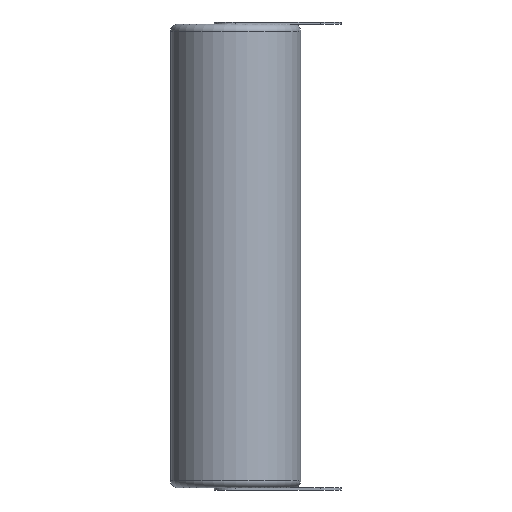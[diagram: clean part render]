
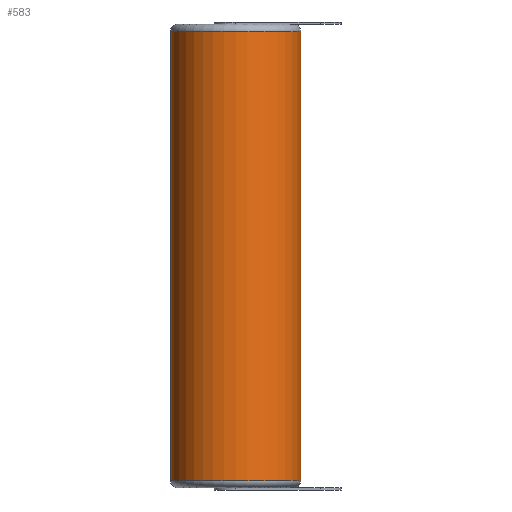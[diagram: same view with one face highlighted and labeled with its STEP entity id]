
A CAD part, front view. The second image highlights one B-rep face of the part: STEP entity #583.
In plain terms, the highlighted cylindrical face has radius 9 mm (diameter 18 mm), a full revolution.
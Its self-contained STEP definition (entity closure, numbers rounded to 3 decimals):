
#32=CYLINDRICAL_SURFACE('',#695,9.);
#64=LINE('',#1075,#89);
#89=VECTOR('',#906,9.);
#143=FACE_OUTER_BOUND('',#186,.T.);
#186=EDGE_LOOP('',(#531,#532,#533,#534,#535,#536));
#238=CIRCLE('',#689,9.);
#239=CIRCLE('',#690,9.);
#240=CIRCLE('',#692,9.);
#242=CIRCLE('',#694,9.);
#290=VERTEX_POINT('',#1063);
#291=VERTEX_POINT('',#1065);
#292=VERTEX_POINT('',#1069);
#293=VERTEX_POINT('',#1070);
#369=EDGE_CURVE('',#291,#290,#238,.T.);
#370=EDGE_CURVE('',#290,#291,#239,.T.);
#371=EDGE_CURVE('',#292,#293,#240,.F.);
#373=EDGE_CURVE('',#293,#292,#242,.F.);
#374=EDGE_CURVE('',#293,#291,#64,.T.);
#531=ORIENTED_EDGE('',*,*,#371,.T.);
#532=ORIENTED_EDGE('',*,*,#374,.T.);
#533=ORIENTED_EDGE('',*,*,#369,.T.);
#534=ORIENTED_EDGE('',*,*,#370,.T.);
#535=ORIENTED_EDGE('',*,*,#374,.F.);
#536=ORIENTED_EDGE('',*,*,#373,.T.);
#583=ADVANCED_FACE('',(#143),#32,.T.);
#689=AXIS2_PLACEMENT_3D('',#1066,#892,#893);
#690=AXIS2_PLACEMENT_3D('',#1067,#894,#895);
#692=AXIS2_PLACEMENT_3D('',#1071,#898,#899);
#694=AXIS2_PLACEMENT_3D('',#1073,#902,#903);
#695=AXIS2_PLACEMENT_3D('',#1074,#904,#905);
#892=DIRECTION('center_axis',(0.,0.,1.));
#893=DIRECTION('ref_axis',(1.,0.,0.));
#894=DIRECTION('center_axis',(0.,0.,1.));
#895=DIRECTION('ref_axis',(1.,0.,0.));
#898=DIRECTION('center_axis',(0.,0.,1.));
#899=DIRECTION('ref_axis',(1.,0.,0.));
#902=DIRECTION('center_axis',(0.,0.,1.));
#903=DIRECTION('ref_axis',(1.,0.,0.));
#904=DIRECTION('center_axis',(0.,0.,1.));
#905=DIRECTION('ref_axis',(1.,0.,0.));
#906=DIRECTION('',(0.,0.,-1.));
#1063=CARTESIAN_POINT('',(7.132,-1.209,1.));
#1065=CARTESIAN_POINT('',(-10.868,-1.209,1.));
#1066=CARTESIAN_POINT('Origin',(-1.868,-1.209,1.));
#1067=CARTESIAN_POINT('Origin',(-1.868,-1.209,1.));
#1069=CARTESIAN_POINT('',(7.132,-1.209,63.15));
#1070=CARTESIAN_POINT('',(-10.868,-1.209,63.15));
#1071=CARTESIAN_POINT('Origin',(-1.868,-1.209,63.15));
#1073=CARTESIAN_POINT('Origin',(-1.868,-1.209,63.15));
#1074=CARTESIAN_POINT('Origin',(-1.868,-1.209,0.));
#1075=CARTESIAN_POINT('',(-10.868,-1.209,0.));
